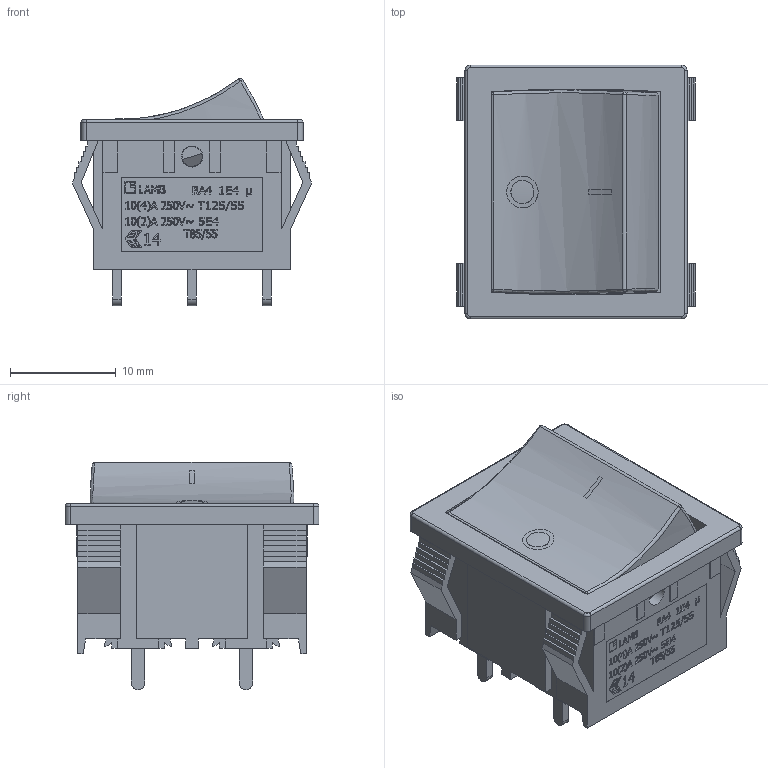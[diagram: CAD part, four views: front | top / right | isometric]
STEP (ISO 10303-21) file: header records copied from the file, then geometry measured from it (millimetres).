
FILE_DESCRIPTION(/* description */ (''),/* implementation_level */ '2;1');
FILE_NAME(/* name */ 'RA43HCxxx1.stp',/* time_stamp */ '2022-11-01T14:35:40-05:00',/* author */ ('mroman'),/* organization */ (''),/* preprocessor_version */ 'ST-DEVELOPER v18.1',/* originating_system */ 'Autodesk Inventor 2020',/* authorisation */ '');
FILE_SCHEMA (('AUTOMOTIVE_DESIGN { 1 0 10303 214 3 1 1 }'));
Length unit declared in the file: millimetre
Products named in the file (1): RA43HCxxx1
Bounding box: 22.6 x 24 x 21.5 mm (x, y, z)
Volume: 2442.9 mm3; surface area: 4943.5 mm2
Topology: 3 solids, 3 shells, 1877 faces, 5127 edges, 3392 vertices
Faces by surface type: plane 1221, bspline 598, cylinder 52, sphere 4, cone 2
Full cylindrical faces by diameter (mm): 2 x2
Entity records: 62088 total; most frequent: CARTESIAN_POINT 18501, ORIENTED_EDGE 10258, DIRECTION 6611, EDGE_CURVE 5129, LINE 3811, VECTOR 3811, VERTEX_POINT 3396, EDGE_LOOP 2027
